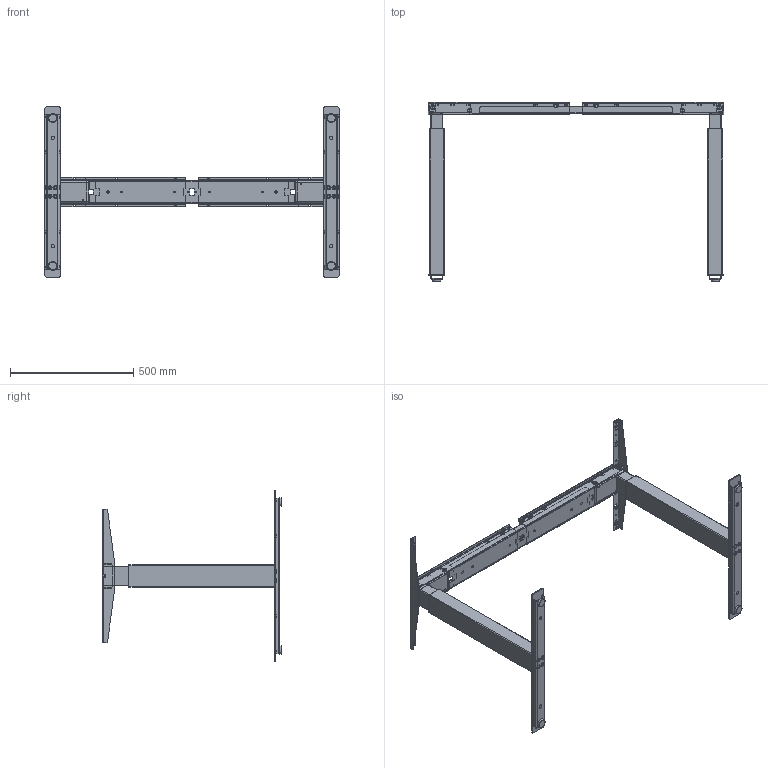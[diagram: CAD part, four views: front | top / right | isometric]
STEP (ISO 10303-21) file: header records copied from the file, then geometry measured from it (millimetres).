
FILE_DESCRIPTION (( 'STEP AP203' ), '1' );
FILE_NAME ('CL22AAxxxxxxx_Fl115.STEP', '2017-12-01T09:34:48', ( '' ), ( '' ), 'SwSTEP 2.0', 'SolidWorks 2015', '' );
FILE_SCHEMA (( 'CONFIG_CONTROL_DESIGN' ));
Products named in the file (1): CL22AAxxxxxxx_Fl115
Bounding box: 1200 x 726.9 x 690 mm (x, y, z)
Surface area: 1664452.7 mm2 (no closed solid volume)
Topology: 0 solids, 141 shells, 1436 faces, 6584 edges, 5078 vertices
Faces by surface type: plane 682, cylinder 542, torus 68, bspline 64, cone 48, sphere 32
Entity records: 68069 total; most frequent: CARTESIAN_POINT 17747, DIRECTION 10342, ORIENTED_EDGE 8984, EDGE_CURVE 6576, VERTEX_POINT 5078, VECTOR 3908, LINE 3908, AXIS2_PLACEMENT_3D 3217
